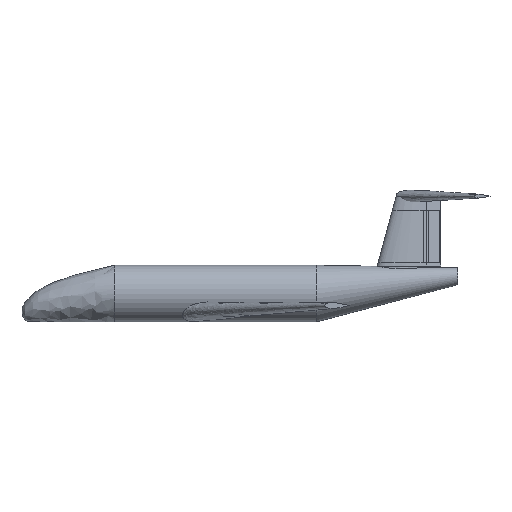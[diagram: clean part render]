
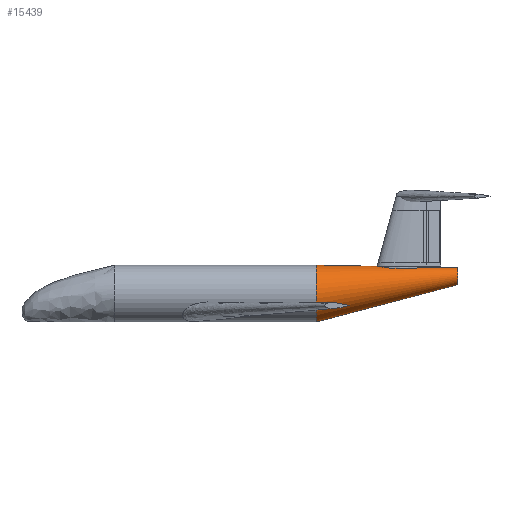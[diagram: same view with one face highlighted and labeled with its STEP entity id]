
A CAD part, front view. The second image highlights one B-rep face of the part: STEP entity #15439.
In plain terms, the highlighted free-form (B-spline) face has degree [13, 1] with [14, 2] control points.
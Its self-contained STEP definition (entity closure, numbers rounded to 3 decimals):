
#15439 = ADVANCED_FACE('',(#15440),#15453,.T.);
#15440 = FACE_BOUND('',#15441,.T.);
#15441 = EDGE_LOOP('',(#15442,#15495,#15544,#15545));
#15442 = ORIENTED_EDGE('',*,*,#15443,.F.);
#15443 = EDGE_CURVE('',#15444,#15446,#15448,.T.);
#15444 = VERTEX_POINT('',#15445);
#15445 = CARTESIAN_POINT('',(11.4,0.,2.2));
#15446 = VERTEX_POINT('',#15447);
#15447 = CARTESIAN_POINT('',(16.9,0.,2.105));
#15448 = SEAM_CURVE('',#15449,(#15452,#15488),.PCURVE_S1.);
#15449 = B_SPLINE_CURVE_WITH_KNOTS('',1,(#15450,#15451),.UNSPECIFIED.,
  .F.,.F.,(2,2),(0.,1.),.PIECEWISE_BEZIER_KNOTS.);
#15450 = CARTESIAN_POINT('',(11.4,0.,2.2));
#15451 = CARTESIAN_POINT('',(16.9,0.,2.105));
#15452 = PCURVE('',#15453,#15482);
#15453 = B_SPLINE_SURFACE_WITH_KNOTS('',13,1,(
    (#15454,#15455)
    ,(#15456,#15457)
    ,(#15458,#15459)
    ,(#15460,#15461)
    ,(#15462,#15463)
    ,(#15464,#15465)
    ,(#15466,#15467)
    ,(#15468,#15469)
    ,(#15470,#15471)
    ,(#15472,#15473)
    ,(#15474,#15475)
    ,(#15476,#15477)
    ,(#15478,#15479)
    ,(#15480,#15481
    )),.UNSPECIFIED.,.T.,.F.,.F.,(14,14),(2,2),(0.,6.283),(
    0.,1.),.PIECEWISE_BEZIER_KNOTS.);
#15454 = CARTESIAN_POINT('',(11.4,0.,2.2));
#15455 = CARTESIAN_POINT('',(16.9,0.,2.105));
#15456 = CARTESIAN_POINT('',(11.4,-0.532,2.2));
#15457 = CARTESIAN_POINT('',(16.9,-0.159,
    2.105));
#15458 = CARTESIAN_POINT('',(11.4,-1.063,1.922));
#15459 = CARTESIAN_POINT('',(16.9,-0.319,
    2.022));
#15460 = CARTESIAN_POINT('',(11.4,-1.436,
    1.365));
#15461 = CARTESIAN_POINT('',(16.9,-0.431,
    1.855));
#15462 = CARTESIAN_POINT('',(11.4,-1.491,
    0.63));
#15463 = CARTESIAN_POINT('',(16.9,-0.447,
    1.634));
#15464 = CARTESIAN_POINT('',(11.4,-1.138,
    -0.084));
#15465 = CARTESIAN_POINT('',(16.9,-0.342,
    1.42));
#15466 = CARTESIAN_POINT('',(11.4,-0.428,
    -0.532));
#15467 = CARTESIAN_POINT('',(16.9,-0.128,1.286));
#15468 = CARTESIAN_POINT('',(11.4,0.428,
    -0.532));
#15469 = CARTESIAN_POINT('',(16.9,0.128,
    1.286));
#15470 = CARTESIAN_POINT('',(11.4,1.138,
    -0.084));
#15471 = CARTESIAN_POINT('',(16.9,0.342,
    1.42));
#15472 = CARTESIAN_POINT('',(11.4,1.491,
    0.63));
#15473 = CARTESIAN_POINT('',(16.9,0.447,
    1.634));
#15474 = CARTESIAN_POINT('',(11.4,1.436,
    1.365));
#15475 = CARTESIAN_POINT('',(16.9,0.431,
    1.855));
#15476 = CARTESIAN_POINT('',(11.4,1.063,
    1.922));
#15477 = CARTESIAN_POINT('',(16.9,0.319,
    2.022));
#15478 = CARTESIAN_POINT('',(11.4,0.532,2.2));
#15479 = CARTESIAN_POINT('',(16.9,0.159,2.105));
#15480 = CARTESIAN_POINT('',(11.4,0.,2.2));
#15481 = CARTESIAN_POINT('',(16.9,0.,2.105));
#15482 = DEFINITIONAL_REPRESENTATION('',(#15483),#15487);
#15483 = LINE('',#15484,#15485);
#15484 = CARTESIAN_POINT('',(0.,0.));
#15485 = VECTOR('',#15486,1.);
#15486 = DIRECTION('',(0.,1.));
#15487 = ( GEOMETRIC_REPRESENTATION_CONTEXT(2) 
PARAMETRIC_REPRESENTATION_CONTEXT() REPRESENTATION_CONTEXT('2D SPACE',''
  ) );
#15488 = PCURVE('',#15453,#15489);
#15489 = DEFINITIONAL_REPRESENTATION('',(#15490),#15494);
#15490 = LINE('',#15491,#15492);
#15491 = CARTESIAN_POINT('',(6.283,0.));
#15492 = VECTOR('',#15493,1.);
#15493 = DIRECTION('',(0.,1.));
#15494 = ( GEOMETRIC_REPRESENTATION_CONTEXT(2) 
PARAMETRIC_REPRESENTATION_CONTEXT() REPRESENTATION_CONTEXT('2D SPACE',''
  ) );
#15495 = ORIENTED_EDGE('',*,*,#15496,.T.);
#15496 = EDGE_CURVE('',#15444,#15444,#15497,.T.);
#15497 = SURFACE_CURVE('',#15498,(#15503,#15532),.PCURVE_S1.);
#15498 = CIRCLE('',#15499,1.1);
#15499 = AXIS2_PLACEMENT_3D('',#15500,#15501,#15502);
#15500 = CARTESIAN_POINT('',(11.4,0.,1.1));
#15501 = DIRECTION('',(1.,0.,0.));
#15502 = DIRECTION('',(0.,0.,1.));
#15503 = PCURVE('',#15453,#15504);
#15504 = DEFINITIONAL_REPRESENTATION('',(#15505),#15531);
#15505 = B_SPLINE_CURVE_WITH_KNOTS('',8,(#15506,#15507,#15508,#15509,
    #15510,#15511,#15512,#15513,#15514,#15515,#15516,#15517,#15518,
    #15519,#15520,#15521,#15522,#15523,#15524,#15525,#15526,#15527,
    #15528,#15529,#15530),.UNSPECIFIED.,.F.,.F.,(9,8,8,9),(0.,
    1.571,3.927,6.283),.UNSPECIFIED.);
#15506 = CARTESIAN_POINT('',(0.,0.));
#15507 = CARTESIAN_POINT('',(0.196,0.));
#15508 = CARTESIAN_POINT('',(0.393,0.));
#15509 = CARTESIAN_POINT('',(0.589,0.));
#15510 = CARTESIAN_POINT('',(0.785,0.));
#15511 = CARTESIAN_POINT('',(0.982,0.));
#15512 = CARTESIAN_POINT('',(1.178,0.));
#15513 = CARTESIAN_POINT('',(1.374,0.));
#15514 = CARTESIAN_POINT('',(1.571,0.));
#15515 = CARTESIAN_POINT('',(1.865,0.));
#15516 = CARTESIAN_POINT('',(2.16,0.));
#15517 = CARTESIAN_POINT('',(2.454,0.));
#15518 = CARTESIAN_POINT('',(2.749,0.));
#15519 = CARTESIAN_POINT('',(3.043,0.));
#15520 = CARTESIAN_POINT('',(3.338,0.));
#15521 = CARTESIAN_POINT('',(3.632,0.));
#15522 = CARTESIAN_POINT('',(3.927,0.));
#15523 = CARTESIAN_POINT('',(4.222,0.));
#15524 = CARTESIAN_POINT('',(4.516,0.));
#15525 = CARTESIAN_POINT('',(4.811,0.));
#15526 = CARTESIAN_POINT('',(5.105,0.));
#15527 = CARTESIAN_POINT('',(5.4,0.));
#15528 = CARTESIAN_POINT('',(5.694,0.));
#15529 = CARTESIAN_POINT('',(5.989,0.));
#15530 = CARTESIAN_POINT('',(6.283,0.));
#15531 = ( GEOMETRIC_REPRESENTATION_CONTEXT(2) 
PARAMETRIC_REPRESENTATION_CONTEXT() REPRESENTATION_CONTEXT('2D SPACE',''
  ) );
#15532 = PCURVE('',#15533,#15538);
#15533 = CYLINDRICAL_SURFACE('',#15534,1.1);
#15534 = AXIS2_PLACEMENT_3D('',#15535,#15536,#15537);
#15535 = CARTESIAN_POINT('',(3.6,0.,1.1));
#15536 = DIRECTION('',(1.,0.,0.));
#15537 = DIRECTION('',(0.,0.,1.));
#15538 = DEFINITIONAL_REPRESENTATION('',(#15539),#15543);
#15539 = LINE('',#15540,#15541);
#15540 = CARTESIAN_POINT('',(0.,7.8));
#15541 = VECTOR('',#15542,1.);
#15542 = DIRECTION('',(1.,0.));
#15543 = ( GEOMETRIC_REPRESENTATION_CONTEXT(2) 
PARAMETRIC_REPRESENTATION_CONTEXT() REPRESENTATION_CONTEXT('2D SPACE',''
  ) );
#15544 = ORIENTED_EDGE('',*,*,#15443,.T.);
#15545 = ORIENTED_EDGE('',*,*,#15546,.F.);
#15546 = EDGE_CURVE('',#15446,#15446,#15547,.T.);
#15547 = SURFACE_CURVE('',#15548,(#15553,#15560),.PCURVE_S1.);
#15548 = CIRCLE('',#15549,0.33);
#15549 = AXIS2_PLACEMENT_3D('',#15550,#15551,#15552);
#15550 = CARTESIAN_POINT('',(16.9,0.,1.775));
#15551 = DIRECTION('',(1.,0.,0.));
#15552 = DIRECTION('',(0.,0.,1.));
#15553 = PCURVE('',#15453,#15554);
#15554 = DEFINITIONAL_REPRESENTATION('',(#15555),#15559);
#15555 = LINE('',#15556,#15557);
#15556 = CARTESIAN_POINT('',(0.,1.));
#15557 = VECTOR('',#15558,1.);
#15558 = DIRECTION('',(1.,0.));
#15559 = ( GEOMETRIC_REPRESENTATION_CONTEXT(2) 
PARAMETRIC_REPRESENTATION_CONTEXT() REPRESENTATION_CONTEXT('2D SPACE',''
  ) );
#15560 = PCURVE('',#15561,#15566);
#15561 = PLANE('',#15562);
#15562 = AXIS2_PLACEMENT_3D('',#15563,#15564,#15565);
#15563 = CARTESIAN_POINT('',(16.9,0.,1.775));
#15564 = DIRECTION('',(1.,0.,0.));
#15565 = DIRECTION('',(0.,0.,1.));
#15566 = DEFINITIONAL_REPRESENTATION('',(#15567),#15571);
#15567 = CIRCLE('',#15568,0.33);
#15568 = AXIS2_PLACEMENT_2D('',#15569,#15570);
#15569 = CARTESIAN_POINT('',(0.,0.));
#15570 = DIRECTION('',(1.,0.));
#15571 = ( GEOMETRIC_REPRESENTATION_CONTEXT(2) 
PARAMETRIC_REPRESENTATION_CONTEXT() REPRESENTATION_CONTEXT('2D SPACE',''
  ) );
